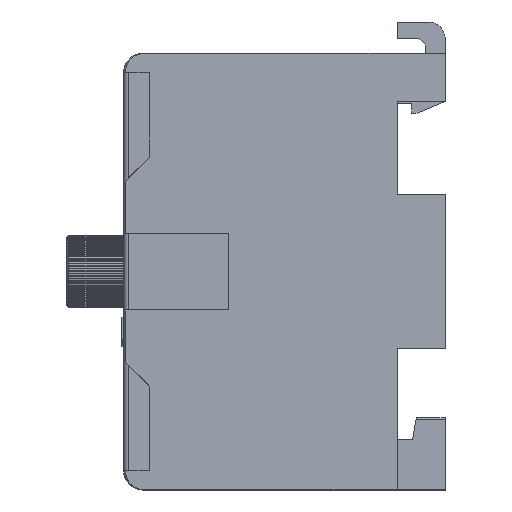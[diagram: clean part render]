
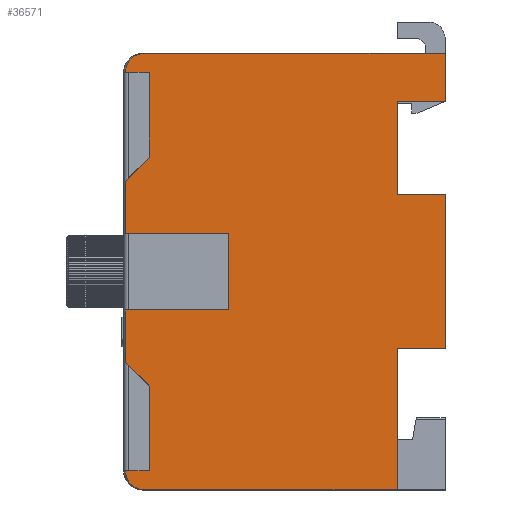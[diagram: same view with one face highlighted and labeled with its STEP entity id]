
A CAD part, left-side view. The second image highlights one B-rep face of the part: STEP entity #36571.
In plain terms, the highlighted planar face has unit normal (-1, 0, 0).
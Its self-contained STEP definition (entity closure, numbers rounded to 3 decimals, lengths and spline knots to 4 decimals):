
#1054=PLANE('',#39436);
#3305=FACE_OUTER_BOUND('',#5319,.T.);
#5319=EDGE_LOOP('',(#30338,#30339,#30340,#30341,#30342,#30343,#30344,#30345,
#30346,#30347,#30348,#30349,#30350,#30351,#30352,#30353,#30354,#30355,#30356,
#30357,#30358,#30359));
#6907=CIRCLE('',#39302,0.0787);
#6908=CIRCLE('',#39305,0.0787);
#9841=LINE('',#86256,#12979);
#9900=LINE('',#86436,#13038);
#9905=LINE('',#86451,#13043);
#9915=LINE('',#86485,#13053);
#9916=LINE('',#86489,#13054);
#9919=LINE('',#86496,#13057);
#9923=LINE('',#86504,#13061);
#9924=LINE('',#86507,#13062);
#9928=LINE('',#86515,#13066);
#9938=LINE('',#86536,#13076);
#9994=LINE('',#86652,#13132);
#10076=LINE('',#86846,#13214);
#10092=LINE('',#86903,#13230);
#10097=LINE('',#86915,#13235);
#10110=LINE('',#86960,#13248);
#10112=LINE('',#86968,#13250);
#10113=LINE('',#86969,#13251);
#10114=LINE('',#86970,#13252);
#10115=LINE('',#86971,#13253);
#10116=LINE('',#86972,#13254);
#12979=VECTOR('',#46456,0.3937);
#13038=VECTOR('',#46613,0.3937);
#13043=VECTOR('',#46626,0.3937);
#13053=VECTOR('',#46660,0.3937);
#13054=VECTOR('',#46665,0.3937);
#13057=VECTOR('',#46670,0.3937);
#13061=VECTOR('',#46678,0.3937);
#13062=VECTOR('',#46681,0.3937);
#13066=VECTOR('',#46687,0.3937);
#13076=VECTOR('',#46703,0.3937);
#13132=VECTOR('',#46795,0.3937);
#13214=VECTOR('',#46967,0.3937);
#13230=VECTOR('',#47025,0.3937);
#13235=VECTOR('',#47038,0.3937);
#13248=VECTOR('',#47091,0.3937);
#13250=VECTOR('',#47099,0.3937);
#13251=VECTOR('',#47100,0.3937);
#13252=VECTOR('',#47101,0.3937);
#13253=VECTOR('',#47102,0.3937);
#13254=VECTOR('',#47103,0.3937);
#16571=VERTEX_POINT('',#86253);
#16572=VERTEX_POINT('',#86255);
#16643=VERTEX_POINT('',#86434);
#16644=VERTEX_POINT('',#86435);
#16648=VERTEX_POINT('',#86445);
#16649=VERTEX_POINT('',#86449);
#16650=VERTEX_POINT('',#86450);
#16653=VERTEX_POINT('',#86458);
#16660=VERTEX_POINT('',#86479);
#16662=VERTEX_POINT('',#86483);
#16665=VERTEX_POINT('',#86493);
#16666=VERTEX_POINT('',#86495);
#16669=VERTEX_POINT('',#86506);
#16672=VERTEX_POINT('',#86514);
#16679=VERTEX_POINT('',#86533);
#16680=VERTEX_POINT('',#86535);
#16722=VERTEX_POINT('',#86651);
#16789=VERTEX_POINT('',#86844);
#16812=VERTEX_POINT('',#86913);
#16823=VERTEX_POINT('',#86957);
#16824=VERTEX_POINT('',#86959);
#16827=VERTEX_POINT('',#86967);
#21405=EDGE_CURVE('',#16572,#16571,#9841,.T.);
#21493=EDGE_CURVE('',#16643,#16644,#9900,.T.);
#21498=EDGE_CURVE('',#16648,#16644,#6907,.T.);
#21500=EDGE_CURVE('',#16649,#16650,#9905,.T.);
#21504=EDGE_CURVE('',#16650,#16653,#6908,.T.);
#21516=EDGE_CURVE('',#16662,#16660,#9915,.T.);
#21518=EDGE_CURVE('',#16648,#16662,#9916,.T.);
#21521=EDGE_CURVE('',#16665,#16666,#9919,.T.);
#21526=EDGE_CURVE('',#16666,#16653,#9923,.T.);
#21527=EDGE_CURVE('',#16665,#16669,#9924,.T.);
#21531=EDGE_CURVE('',#16672,#16660,#9928,.T.);
#21541=EDGE_CURVE('',#16679,#16680,#9938,.T.);
#21598=EDGE_CURVE('',#16572,#16722,#9994,.T.);
#21697=EDGE_CURVE('',#16669,#16789,#10076,.T.);
#21726=EDGE_CURVE('',#16679,#16649,#10092,.T.);
#21732=EDGE_CURVE('',#16812,#16571,#10097,.T.);
#21755=EDGE_CURVE('',#16823,#16824,#10110,.T.);
#21759=EDGE_CURVE('',#16827,#16823,#10112,.T.);
#21760=EDGE_CURVE('',#16827,#16672,#10113,.T.);
#21761=EDGE_CURVE('',#16722,#16643,#10114,.T.);
#21762=EDGE_CURVE('',#16680,#16812,#10115,.T.);
#21763=EDGE_CURVE('',#16824,#16789,#10116,.T.);
#30338=ORIENTED_EDGE('',*,*,#21759,.F.);
#30339=ORIENTED_EDGE('',*,*,#21760,.T.);
#30340=ORIENTED_EDGE('',*,*,#21531,.T.);
#30341=ORIENTED_EDGE('',*,*,#21516,.F.);
#30342=ORIENTED_EDGE('',*,*,#21518,.F.);
#30343=ORIENTED_EDGE('',*,*,#21498,.T.);
#30344=ORIENTED_EDGE('',*,*,#21493,.F.);
#30345=ORIENTED_EDGE('',*,*,#21761,.F.);
#30346=ORIENTED_EDGE('',*,*,#21598,.F.);
#30347=ORIENTED_EDGE('',*,*,#21405,.T.);
#30348=ORIENTED_EDGE('',*,*,#21732,.F.);
#30349=ORIENTED_EDGE('',*,*,#21762,.F.);
#30350=ORIENTED_EDGE('',*,*,#21541,.F.);
#30351=ORIENTED_EDGE('',*,*,#21726,.T.);
#30352=ORIENTED_EDGE('',*,*,#21500,.T.);
#30353=ORIENTED_EDGE('',*,*,#21504,.T.);
#30354=ORIENTED_EDGE('',*,*,#21526,.F.);
#30355=ORIENTED_EDGE('',*,*,#21521,.F.);
#30356=ORIENTED_EDGE('',*,*,#21527,.T.);
#30357=ORIENTED_EDGE('',*,*,#21697,.T.);
#30358=ORIENTED_EDGE('',*,*,#21763,.F.);
#30359=ORIENTED_EDGE('',*,*,#21755,.F.);
#36571=ADVANCED_FACE('',(#3305),#1054,.F.);
#39302=AXIS2_PLACEMENT_3D('',#86446,#46621,#46622);
#39305=AXIS2_PLACEMENT_3D('',#86459,#46632,#46633);
#39436=AXIS2_PLACEMENT_3D('',#86966,#47097,#47098);
#46456=DIRECTION('',(0.,0.,1.));
#46613=DIRECTION('',(0.,1.,0.));
#46621=DIRECTION('center_axis',(-1.,0.,0.));
#46622=DIRECTION('ref_axis',(0.,0.707,-0.707));
#46626=DIRECTION('',(0.,1.,0.));
#46632=DIRECTION('center_axis',(-1.,0.,0.));
#46633=DIRECTION('ref_axis',(0.,0.707,0.707));
#46660=DIRECTION('',(0.,0.,1.));
#46665=DIRECTION('',(0.,-1.,0.));
#46670=DIRECTION('',(0.,0.,1.));
#46678=DIRECTION('',(0.,1.,0.));
#46681=DIRECTION('',(0.,0.707,-0.707));
#46687=DIRECTION('',(0.,-0.707,-0.707));
#46703=DIRECTION('',(0.,1.,0.));
#46795=DIRECTION('',(0.,1.,0.));
#46967=DIRECTION('',(0.,0.,-1.));
#47025=DIRECTION('',(0.,0.,1.));
#47038=DIRECTION('',(0.,-1.,0.));
#47091=DIRECTION('',(0.,0.,1.));
#47097=DIRECTION('center_axis',(1.,0.,0.));
#47098=DIRECTION('ref_axis',(0.,0.,
-1.));
#47099=DIRECTION('',(0.,-1.,0.));
#47100=DIRECTION('',(0.,0.,-1.));
#47101=DIRECTION('',(0.,0.,-1.));
#47102=DIRECTION('',(0.,0.,-1.));
#47103=DIRECTION('',(0.,1.,0.));
#86253=CARTESIAN_POINT('',(-0.9902,0.,0.3159));
#86255=CARTESIAN_POINT('',(-0.9902,0.,-0.3159));
#86256=CARTESIAN_POINT('',(-0.9902,0.,-0.8957));
#86434=CARTESIAN_POINT('',(-0.9902,0.1969,-0.8957));
#86435=CARTESIAN_POINT('',(-0.9902,1.2323,-0.8957));
#86436=CARTESIAN_POINT('',(-0.9902,0.,-0.8957));
#86445=CARTESIAN_POINT('',(-0.9902,1.311,-0.8169));
#86446=CARTESIAN_POINT('Origin',(-0.9902,1.2323,-0.8169));
#86449=CARTESIAN_POINT('',(-0.9902,0.,0.8957));
#86450=CARTESIAN_POINT('',(-0.9902,1.2323,0.8957));
#86451=CARTESIAN_POINT('',(-0.9902,0.,0.8957));
#86458=CARTESIAN_POINT('',(-0.9902,1.311,0.8169));
#86459=CARTESIAN_POINT('Origin',(-0.9902,1.2323,0.8169));
#86479=CARTESIAN_POINT('',(-0.9902,1.2126,-0.4693));
#86483=CARTESIAN_POINT('',(-0.9902,1.2126,-0.8169));
#86485=CARTESIAN_POINT('',(-0.9902,1.2126,0.1263));
#86489=CARTESIAN_POINT('',(-0.9902,0.6555,-0.8169));
#86493=CARTESIAN_POINT('',(-0.9902,1.2126,0.4693));
#86495=CARTESIAN_POINT('',(-0.9902,1.2126,0.8169));
#86496=CARTESIAN_POINT('',(-0.9902,1.2126,0.7694));
#86504=CARTESIAN_POINT('',(-0.9902,0.6555,0.8169));
#86506=CARTESIAN_POINT('',(-0.9902,1.311,0.3709));
#86507=CARTESIAN_POINT('',(-0.9902,0.8275,0.8544));
#86514=CARTESIAN_POINT('',(-0.9902,1.311,-0.3709));
#86515=CARTESIAN_POINT('',(-0.9902,1.2753,-0.4066));
#86533=CARTESIAN_POINT('',(-0.9902,0.,0.6988));
#86535=CARTESIAN_POINT('',(-0.9902,0.1969,0.6988));
#86536=CARTESIAN_POINT('',(-0.9902,0.,0.6988));
#86651=CARTESIAN_POINT('',(-0.9902,0.1969,-0.3159));
#86652=CARTESIAN_POINT('',(-0.9902,0.,-0.3159));
#86844=CARTESIAN_POINT('',(-0.9902,1.311,0.1575));
#86846=CARTESIAN_POINT('',(-0.9902,1.311,-0.8957));
#86903=CARTESIAN_POINT('',(-0.9902,0.,-0.8957));
#86913=CARTESIAN_POINT('',(-0.9902,0.1969,0.3159));
#86915=CARTESIAN_POINT('',(-0.9902,0.,0.3159));
#86957=CARTESIAN_POINT('',(-0.9902,0.8878,-0.1575));
#86959=CARTESIAN_POINT('',(-0.9902,0.8878,0.1575));
#86960=CARTESIAN_POINT('',(-0.9902,0.8878,0.4478));
#86966=CARTESIAN_POINT('Origin',(-0.9902,0.,
0.8957));
#86967=CARTESIAN_POINT('',(-0.9902,1.311,-0.1575));
#86968=CARTESIAN_POINT('',(-0.9902,0.6555,-0.1575));
#86969=CARTESIAN_POINT('',(-0.9902,1.311,-0.8957));
#86970=CARTESIAN_POINT('',(-0.9902,0.1969,0.1806));
#86971=CARTESIAN_POINT('',(-0.9902,0.1969,0.6658));
#86972=CARTESIAN_POINT('',(-0.9902,0.6555,0.1575));
